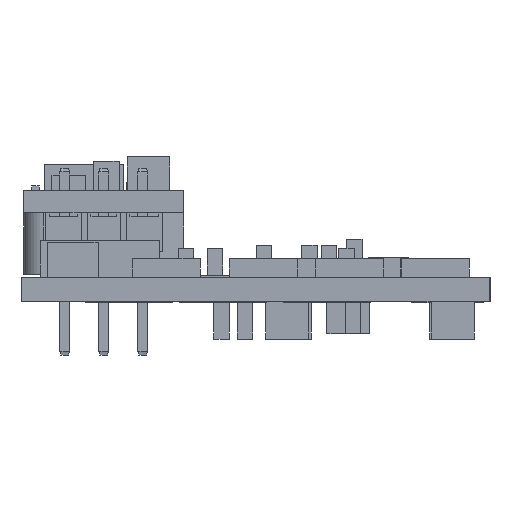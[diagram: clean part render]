
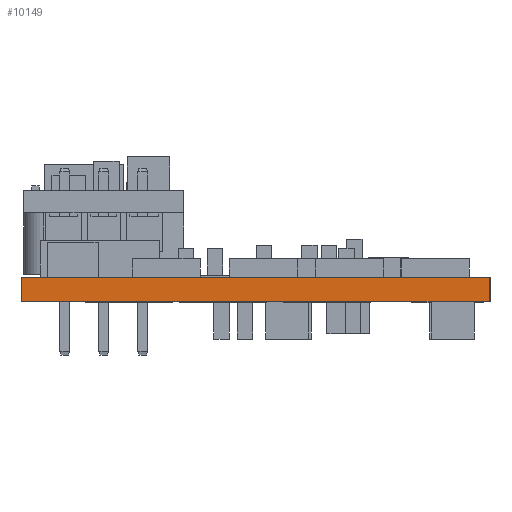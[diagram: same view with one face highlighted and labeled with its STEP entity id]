
A CAD part, left-side view. The second image highlights one B-rep face of the part: STEP entity #10149.
In plain terms, the highlighted planar face has unit normal (-1, 0, 0).
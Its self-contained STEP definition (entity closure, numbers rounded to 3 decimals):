
#500=PLANE('',#10926);
#900=FACE_OUTER_BOUND('',#1350,.T.);
#1350=EDGE_LOOP('',(#7378,#7379,#7380,#7381));
#1989=LINE('',#14959,#3080);
#1997=LINE('',#14974,#3088);
#1998=LINE('',#14976,#3089);
#1999=LINE('',#14977,#3090);
#3080=VECTOR('',#12107,10.);
#3088=VECTOR('',#12119,10.);
#3089=VECTOR('',#12122,10.);
#3090=VECTOR('',#12123,10.);
#4640=VERTEX_POINT('',#14956);
#4641=VERTEX_POINT('',#14958);
#4645=VERTEX_POINT('',#14970);
#4646=VERTEX_POINT('',#14972);
#5783=EDGE_CURVE('',#4640,#4641,#1989,.T.);
#5791=EDGE_CURVE('',#4645,#4646,#1997,.T.);
#5792=EDGE_CURVE('',#4640,#4645,#1998,.T.);
#5793=EDGE_CURVE('',#4641,#4646,#1999,.T.);
#7378=ORIENTED_EDGE('',*,*,#5792,.T.);
#7379=ORIENTED_EDGE('',*,*,#5791,.T.);
#7380=ORIENTED_EDGE('',*,*,#5793,.F.);
#7381=ORIENTED_EDGE('',*,*,#5783,.F.);
#10149=ADVANCED_FACE('',(#900),#500,.T.);
#10926=AXIS2_PLACEMENT_3D('',#14975,#12120,#12121);
#12107=DIRECTION('',(0.,0.,1.));
#12119=DIRECTION('',(0.,0.,1.));
#12120=DIRECTION('center_axis',(-1.,0.,0.));
#12121=DIRECTION('ref_axis',(0.,-1.,0.));
#12122=DIRECTION('',(0.,-1.,0.));
#12123=DIRECTION('',(0.,-1.,0.));
#14956=CARTESIAN_POINT('',(0.,30.48,0.));
#14958=CARTESIAN_POINT('',(0.,30.48,1.572));
#14959=CARTESIAN_POINT('',(0.,30.48,0.));
#14970=CARTESIAN_POINT('',(0.,0.,0.));
#14972=CARTESIAN_POINT('',(0.,0.,1.572));
#14974=CARTESIAN_POINT('',(0.,0.,0.));
#14975=CARTESIAN_POINT('Origin',(0.,30.48,0.));
#14976=CARTESIAN_POINT('',(0.,30.48,0.));
#14977=CARTESIAN_POINT('',(0.,30.48,1.572));
